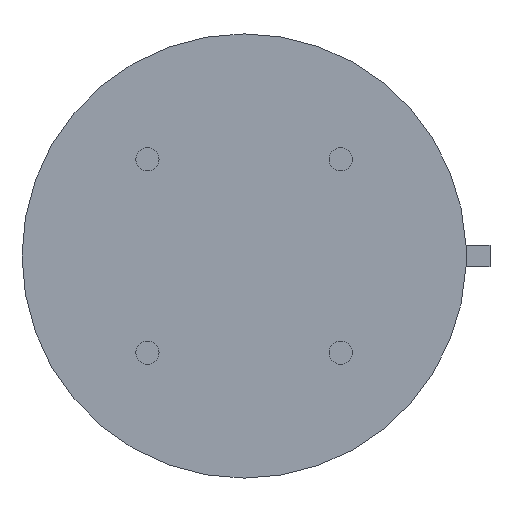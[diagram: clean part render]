
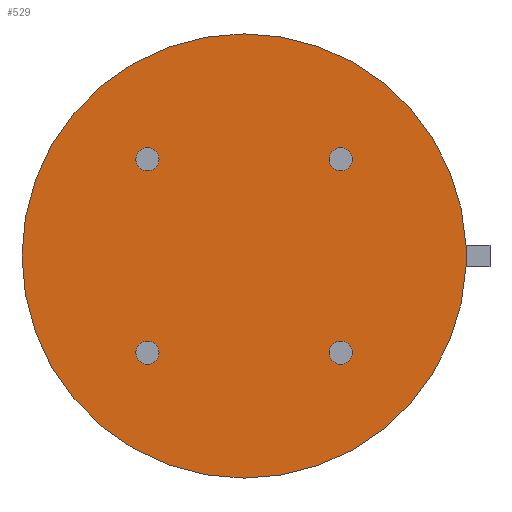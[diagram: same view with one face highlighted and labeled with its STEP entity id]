
A CAD part, front view. The second image highlights one B-rep face of the part: STEP entity #529.
In plain terms, the highlighted planar face has unit normal (0, -1, 0).
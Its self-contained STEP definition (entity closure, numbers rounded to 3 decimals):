
#42 = CARTESIAN_POINT ( 'NONE',  ( 0., 0., -4.595 ) ) ;
#82 = DIRECTION ( 'NONE',  ( 0., 0., 1. ) ) ;
#86 = DIRECTION ( 'NONE',  ( 0., 1., 0. ) ) ;
#98 = EDGE_CURVE ( 'NONE', #3637, #2727, #672, .T. ) ;
#188 = CIRCLE ( 'NONE', #2166, 4.595 ) ;
#238 = CARTESIAN_POINT ( 'NONE',  ( -2., 0., -2. ) ) ;
#244 = EDGE_LOOP ( 'NONE', ( #1483, #1519 ) ) ;
#256 = EDGE_CURVE ( 'NONE', #3230, #697, #188, .T. ) ;
#297 = ORIENTED_EDGE ( 'NONE', *, *, #2064, .F. ) ;
#313 = CARTESIAN_POINT ( 'NONE',  ( 2., 0., 1.76 ) ) ;
#332 = EDGE_LOOP ( 'NONE', ( #297, #1287 ) ) ;
#341 = FACE_OUTER_BOUND ( 'NONE', #1820, .T. ) ;
#401 = EDGE_CURVE ( 'NONE', #2286, #1952, #2830, .T. ) ;
#406 = DIRECTION ( 'NONE',  ( 0., 0., 1. ) ) ;
#479 = DIRECTION ( 'NONE',  ( 0., 1., 0. ) ) ;
#523 = DIRECTION ( 'NONE',  ( 0., 0., 1. ) ) ;
#528 = CIRCLE ( 'NONE', #3406, 4.595 ) ;
#529 = ADVANCED_FACE ( 'NONE', ( #1881, #594, #341, #691, #2236 ), #2758, .F. ) ;
#562 = DIRECTION ( 'NONE',  ( 0., 1., 0. ) ) ;
#587 = DIRECTION ( 'NONE',  ( 0., 0., 1. ) ) ;
#594 = FACE_BOUND ( 'NONE', #1077, .T. ) ;
#618 = DIRECTION ( 'NONE',  ( 0., -1., 0. ) ) ;
#628 = AXIS2_PLACEMENT_3D ( 'NONE', #3305, #1746, #2379 ) ;
#672 = CIRCLE ( 'NONE', #1661, 0.24 ) ;
#691 = FACE_BOUND ( 'NONE', #2314, .T. ) ;
#697 = VERTEX_POINT ( 'NONE', #1267 ) ;
#701 = CIRCLE ( 'NONE', #1810, 4.595 ) ;
#727 = DIRECTION ( 'NONE',  ( 0., 0., 1. ) ) ;
#735 = CIRCLE ( 'NONE', #628, 0.24 ) ;
#742 = CIRCLE ( 'NONE', #3507, 0.24 ) ;
#760 = AXIS2_PLACEMENT_3D ( 'NONE', #3322, #2105, #1167 ) ;
#869 = ORIENTED_EDGE ( 'NONE', *, *, #401, .F. ) ;
#904 = AXIS2_PLACEMENT_3D ( 'NONE', #2906, #3220, #406 ) ;
#905 = CARTESIAN_POINT ( 'NONE',  ( -2., 0., -2.24 ) ) ;
#948 = CARTESIAN_POINT ( 'NONE',  ( 2., 0., 2.24 ) ) ;
#959 = AXIS2_PLACEMENT_3D ( 'NONE', #1116, #3639, #523 ) ;
#977 = CARTESIAN_POINT ( 'NONE',  ( 2., 0., 2. ) ) ;
#1077 = EDGE_LOOP ( 'NONE', ( #3154, #869 ) ) ;
#1116 = CARTESIAN_POINT ( 'NONE',  ( -2., 0., 2. ) ) ;
#1167 = DIRECTION ( 'NONE',  ( 0., 0., 1. ) ) ;
#1197 = CIRCLE ( 'NONE', #904, 0.24 ) ;
#1267 = CARTESIAN_POINT ( 'NONE',  ( 0., 0., 4.595 ) ) ;
#1268 = CARTESIAN_POINT ( 'NONE',  ( -2., 0., 1.76 ) ) ;
#1287 = ORIENTED_EDGE ( 'NONE', *, *, #2305, .F. ) ;
#1367 = DIRECTION ( 'NONE',  ( 0., 0., 1. ) ) ;
#1393 = ORIENTED_EDGE ( 'NONE', *, *, #1464, .F. ) ;
#1446 = CARTESIAN_POINT ( 'NONE',  ( 2., 0., -1.76 ) ) ;
#1464 = EDGE_CURVE ( 'NONE', #1592, #3230, #528, .T. ) ;
#1483 = ORIENTED_EDGE ( 'NONE', *, *, #2381, .F. ) ;
#1497 = CARTESIAN_POINT ( 'NONE',  ( 4.59, 0., -0.222 ) ) ;
#1506 = CARTESIAN_POINT ( 'NONE',  ( -2., 0., -1.76 ) ) ;
#1515 = AXIS2_PLACEMENT_3D ( 'NONE', #977, #3196, #3792 ) ;
#1519 = ORIENTED_EDGE ( 'NONE', *, *, #1573, .F. ) ;
#1572 = ORIENTED_EDGE ( 'NONE', *, *, #2106, .F. ) ;
#1573 = EDGE_CURVE ( 'NONE', #3684, #3118, #1906, .T. ) ;
#1587 = CARTESIAN_POINT ( 'NONE',  ( 2., 0., -2.24 ) ) ;
#1592 = VERTEX_POINT ( 'NONE', #1497 ) ;
#1661 = AXIS2_PLACEMENT_3D ( 'NONE', #238, #618, #2847 ) ;
#1746 = DIRECTION ( 'NONE',  ( 0., -1., 0. ) ) ;
#1810 = AXIS2_PLACEMENT_3D ( 'NONE', #2759, #479, #2092 ) ;
#1820 = EDGE_LOOP ( 'NONE', ( #1572, #3314, #3808, #1393 ) ) ;
#1876 = ORIENTED_EDGE ( 'NONE', *, *, #2427, .F. ) ;
#1881 = FACE_BOUND ( 'NONE', #244, .T. ) ;
#1895 = AXIS2_PLACEMENT_3D ( 'NONE', #2164, #562, #587 ) ;
#1906 = CIRCLE ( 'NONE', #2200, 0.24 ) ;
#1952 = VERTEX_POINT ( 'NONE', #2633 ) ;
#2064 = EDGE_CURVE ( 'NONE', #3286, #2311, #2395, .T. ) ;
#2092 = DIRECTION ( 'NONE',  ( 0., 0., 1. ) ) ;
#2105 = DIRECTION ( 'NONE',  ( 0., -1., 0. ) ) ;
#2106 = EDGE_CURVE ( 'NONE', #3873, #1592, #701, .T. ) ;
#2164 = CARTESIAN_POINT ( 'NONE',  ( 0., 0., 0. ) ) ;
#2166 = AXIS2_PLACEMENT_3D ( 'NONE', #2359, #86, #727 ) ;
#2200 = AXIS2_PLACEMENT_3D ( 'NONE', #3625, #3383, #3954 ) ;
#2236 = FACE_BOUND ( 'NONE', #332, .T. ) ;
#2239 = AXIS2_PLACEMENT_3D ( 'NONE', #3742, #3450, #3429 ) ;
#2286 = VERTEX_POINT ( 'NONE', #1268 ) ;
#2305 = EDGE_CURVE ( 'NONE', #2311, #3286, #3265, .T. ) ;
#2307 = CARTESIAN_POINT ( 'NONE',  ( 4.59, 0., 0.222 ) ) ;
#2311 = VERTEX_POINT ( 'NONE', #313 ) ;
#2314 = EDGE_LOOP ( 'NONE', ( #1876, #3267 ) ) ;
#2359 = CARTESIAN_POINT ( 'NONE',  ( 0., 0., 0. ) ) ;
#2379 = DIRECTION ( 'NONE',  ( 0., 0., 1. ) ) ;
#2381 = EDGE_CURVE ( 'NONE', #3118, #3684, #742, .T. ) ;
#2395 = CIRCLE ( 'NONE', #760, 0.24 ) ;
#2427 = EDGE_CURVE ( 'NONE', #2727, #3637, #1197, .T. ) ;
#2516 = EDGE_CURVE ( 'NONE', #1952, #2286, #735, .T. ) ;
#2596 = CARTESIAN_POINT ( 'NONE',  ( 2., 0., -2. ) ) ;
#2633 = CARTESIAN_POINT ( 'NONE',  ( -2., 0., 2.24 ) ) ;
#2713 = EDGE_CURVE ( 'NONE', #697, #3873, #2975, .T. ) ;
#2727 = VERTEX_POINT ( 'NONE', #1506 ) ;
#2758 = PLANE ( 'NONE',  #1895 ) ;
#2759 = CARTESIAN_POINT ( 'NONE',  ( 0., 0., 0. ) ) ;
#2830 = CIRCLE ( 'NONE', #959, 0.24 ) ;
#2847 = DIRECTION ( 'NONE',  ( 0., 0., 1. ) ) ;
#2906 = CARTESIAN_POINT ( 'NONE',  ( -2., 0., -2. ) ) ;
#2949 = DIRECTION ( 'NONE',  ( 0., 1., 0. ) ) ;
#2975 = CIRCLE ( 'NONE', #2239, 4.595 ) ;
#2983 = CARTESIAN_POINT ( 'NONE',  ( 0., 0., 0. ) ) ;
#3118 = VERTEX_POINT ( 'NONE', #1446 ) ;
#3154 = ORIENTED_EDGE ( 'NONE', *, *, #2516, .F. ) ;
#3196 = DIRECTION ( 'NONE',  ( 0., -1., 0. ) ) ;
#3220 = DIRECTION ( 'NONE',  ( 0., -1., 0. ) ) ;
#3230 = VERTEX_POINT ( 'NONE', #42 ) ;
#3265 = CIRCLE ( 'NONE', #1515, 0.24 ) ;
#3267 = ORIENTED_EDGE ( 'NONE', *, *, #98, .F. ) ;
#3286 = VERTEX_POINT ( 'NONE', #948 ) ;
#3305 = CARTESIAN_POINT ( 'NONE',  ( -2., 0., 2. ) ) ;
#3314 = ORIENTED_EDGE ( 'NONE', *, *, #2713, .F. ) ;
#3322 = CARTESIAN_POINT ( 'NONE',  ( 2., 0., 2. ) ) ;
#3383 = DIRECTION ( 'NONE',  ( 0., -1., 0. ) ) ;
#3406 = AXIS2_PLACEMENT_3D ( 'NONE', #2983, #2949, #1367 ) ;
#3429 = DIRECTION ( 'NONE',  ( 0., 0., 1. ) ) ;
#3450 = DIRECTION ( 'NONE',  ( 0., 1., 0. ) ) ;
#3507 = AXIS2_PLACEMENT_3D ( 'NONE', #2596, #3820, #82 ) ;
#3625 = CARTESIAN_POINT ( 'NONE',  ( 2., 0., -2. ) ) ;
#3637 = VERTEX_POINT ( 'NONE', #905 ) ;
#3639 = DIRECTION ( 'NONE',  ( 0., -1., 0. ) ) ;
#3684 = VERTEX_POINT ( 'NONE', #1587 ) ;
#3742 = CARTESIAN_POINT ( 'NONE',  ( 0., 0., 0. ) ) ;
#3792 = DIRECTION ( 'NONE',  ( 0., 0., 1. ) ) ;
#3808 = ORIENTED_EDGE ( 'NONE', *, *, #256, .F. ) ;
#3820 = DIRECTION ( 'NONE',  ( 0., -1., 0. ) ) ;
#3873 = VERTEX_POINT ( 'NONE', #2307 ) ;
#3954 = DIRECTION ( 'NONE',  ( 0., 0., 1. ) ) ;
